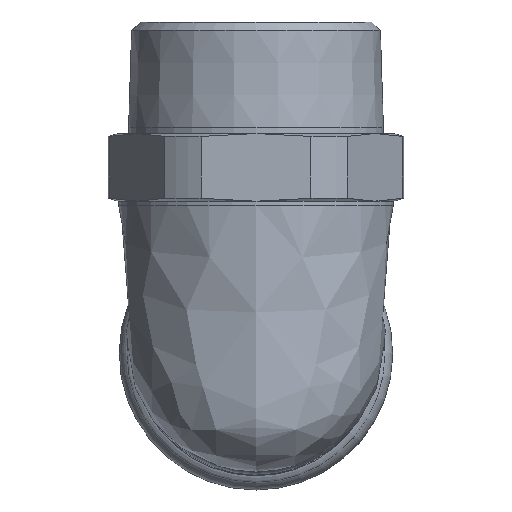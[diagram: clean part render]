
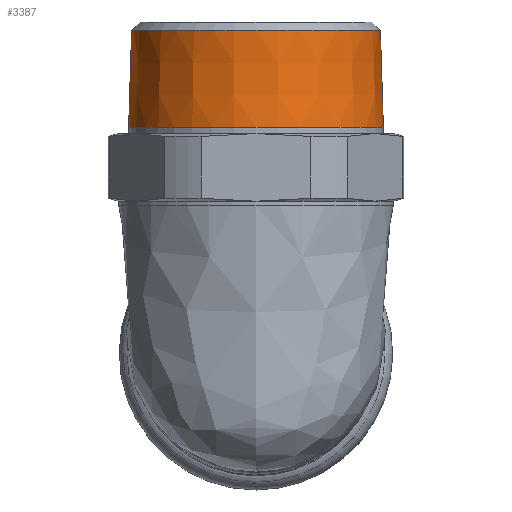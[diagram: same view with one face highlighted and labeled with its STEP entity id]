
A CAD part, left-side view. The second image highlights one B-rep face of the part: STEP entity #3387.
In plain terms, the highlighted conical face has half-angle 1.78 degrees and reference radius 29.763 mm.
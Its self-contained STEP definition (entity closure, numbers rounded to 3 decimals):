
#420=CONICAL_SURFACE('',#3645,29.763,0.031);
#469=FACE_OUTER_BOUND('',#665,.T.);
#665=EDGE_LOOP('',(#2340,#2341,#2342,#2343,#2344,#2345));
#869=LINE('',#4706,#1019);
#1019=VECTOR('',#4004,29.763);
#1198=CIRCLE('',#3643,29.438);
#1199=CIRCLE('',#3644,29.438);
#1200=CIRCLE('',#3646,30.15);
#1201=CIRCLE('',#3647,30.15);
#1348=VERTEX_POINT('',#4699);
#1349=VERTEX_POINT('',#4701);
#1350=VERTEX_POINT('',#4705);
#1351=VERTEX_POINT('',#4707);
#1738=EDGE_CURVE('',#1348,#1349,#1198,.T.);
#1739=EDGE_CURVE('',#1349,#1348,#1199,.T.);
#1740=EDGE_CURVE('',#1349,#1350,#869,.T.);
#1741=EDGE_CURVE('',#1350,#1351,#1200,.T.);
#1742=EDGE_CURVE('',#1351,#1350,#1201,.T.);
#2340=ORIENTED_EDGE('',*,*,#1738,.F.);
#2341=ORIENTED_EDGE('',*,*,#1739,.F.);
#2342=ORIENTED_EDGE('',*,*,#1740,.T.);
#2343=ORIENTED_EDGE('',*,*,#1741,.T.);
#2344=ORIENTED_EDGE('',*,*,#1742,.T.);
#2345=ORIENTED_EDGE('',*,*,#1740,.F.);
#3387=ADVANCED_FACE('',(#469),#420,.T.);
#3643=AXIS2_PLACEMENT_3D('',#4702,#3998,#3999);
#3644=AXIS2_PLACEMENT_3D('',#4703,#4000,#4001);
#3645=AXIS2_PLACEMENT_3D('',#4704,#4002,#4003);
#3646=AXIS2_PLACEMENT_3D('',#4708,#4005,#4006);
#3647=AXIS2_PLACEMENT_3D('',#4709,#4007,#4008);
#3998=DIRECTION('center_axis',(0.,0.,
1.));
#3999=DIRECTION('ref_axis',(0.,-1.,0.));
#4000=DIRECTION('center_axis',(0.,0.,
1.));
#4001=DIRECTION('ref_axis',(0.,-1.,0.));
#4002=DIRECTION('center_axis',(0.,0.,
-1.));
#4003=DIRECTION('ref_axis',(0.,1.,0.));
#4004=DIRECTION('',(0.,-0.031,-1.));
#4005=DIRECTION('center_axis',(0.,0.,
1.));
#4006=DIRECTION('ref_axis',(0.,1.,0.));
#4007=DIRECTION('center_axis',(0.,0.,
1.));
#4008=DIRECTION('ref_axis',(0.,1.,0.));
#4699=CARTESIAN_POINT('',(0.,29.438,76.401));
#4701=CARTESIAN_POINT('',(0.,-29.438,76.401));
#4702=CARTESIAN_POINT('Origin',(0.,0.,
76.401));
#4703=CARTESIAN_POINT('Origin',(0.,0.,
76.401));
#4704=CARTESIAN_POINT('Origin',(0.,0.,
65.95));
#4705=CARTESIAN_POINT('',(0.,-30.15,53.5));
#4706=CARTESIAN_POINT('',(0.,-29.763,65.95));
#4707=CARTESIAN_POINT('',(0.,30.15,53.5));
#4708=CARTESIAN_POINT('Origin',(0.,0.,
53.5));
#4709=CARTESIAN_POINT('Origin',(0.,0.,
53.5));
